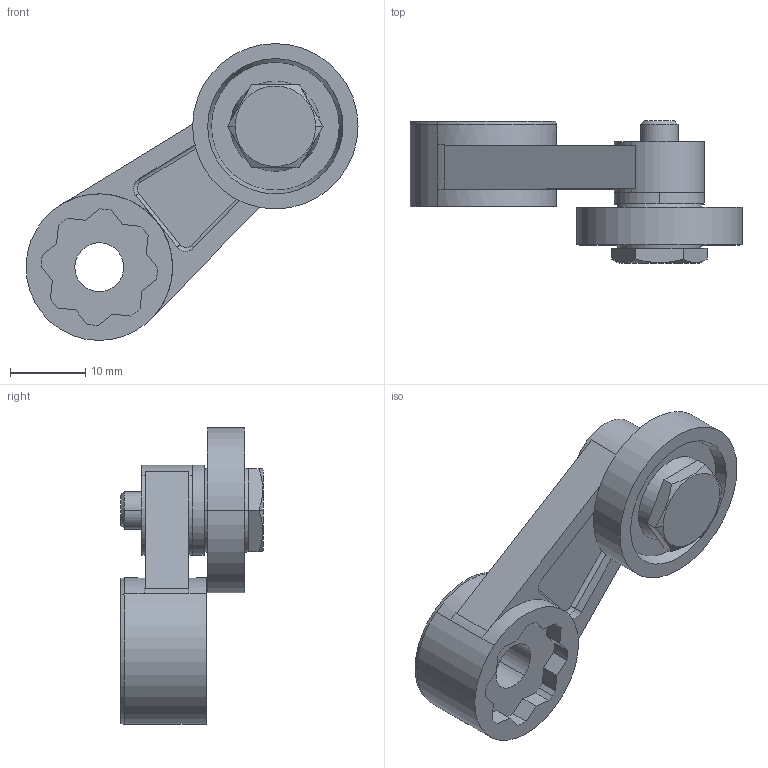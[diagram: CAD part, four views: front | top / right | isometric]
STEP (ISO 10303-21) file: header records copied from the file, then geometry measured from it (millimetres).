
FILE_DESCRIPTION(('STEP AP242'),'1');
FILE_NAME('switch_zcky13.stp','2021-04-01T15:28:16',('TraceParts'),('TraceParts S.A.'),'Spatial InterOp 3D',' ',' ');
FILE_SCHEMA(('AP242_MANAGED_MODEL_BASED_3D_ENGINEERING_MIM_LF {1 0 10303 442 1 1 4}'));
Length unit declared in the file: millimetre
Products named in the file (1): switch_zcky13_1
Bounding box: 44.17 x 19 x 39.5 mm (x, y, z)
Volume: 5995.7 mm3; surface area: 5194.1 mm2
Topology: 4 solids, 4 shells, 175 faces, 420 edges, 268 vertices
Faces by surface type: plane 71, cylinder 70, cone 18, torus 16
Entity records: 5225 total; most frequent: DIRECTION 974, CARTESIAN_POINT 933, ORIENTED_EDGE 840, EDGE_CURVE 420, AXIS2_PLACEMENT_3D 381, VERTEX_POINT 268, LINE 212, VECTOR 212
